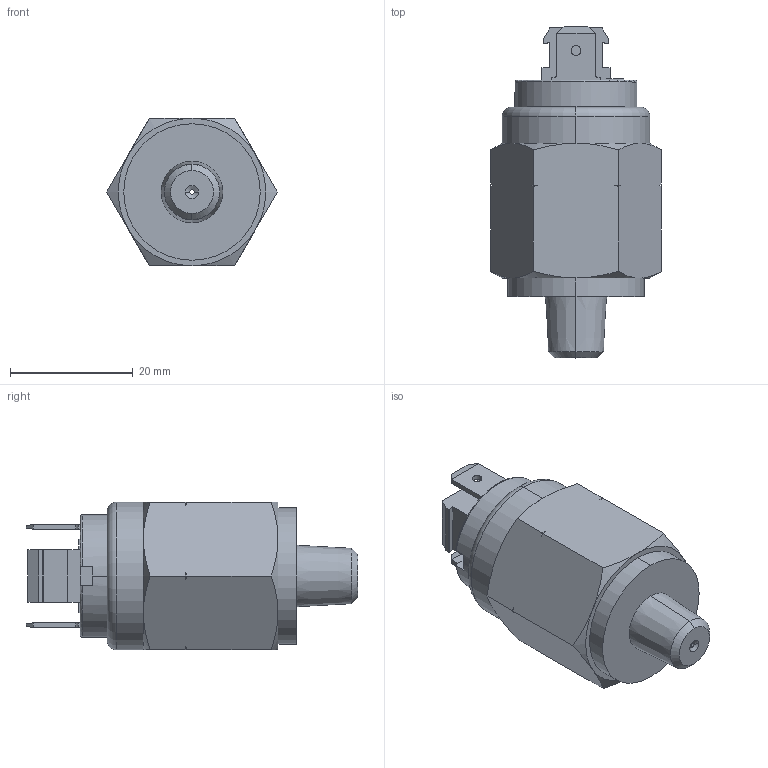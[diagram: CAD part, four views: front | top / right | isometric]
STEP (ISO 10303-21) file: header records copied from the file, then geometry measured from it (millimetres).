
FILE_DESCRIPTION (( 'STEP AP214' ), '1' );
FILE_NAME ('41C.STEP', '2020-02-10T07:45:53', ( '' ), ( '' ), 'SwSTEP 2.0', 'SolidWorks 2019', '' );
FILE_SCHEMA (( 'AUTOMOTIVE_DESIGN' ));
Length unit declared in the file: millimetre
Products named in the file (1): 41C
Bounding box: 27.71 x 53.97 x 24 mm (x, y, z)
Surface area: 5318.4 mm2 (no closed solid volume)
Topology: 0 solids, 4 shells, 342 faces, 1604 edges, 1179 vertices
Faces by surface type: plane 235, cylinder 40, cone 32, bspline 31, torus 4
Entity records: 21140 total; most frequent: CARTESIAN_POINT 5475, ORIENTED_EDGE 2388, DIRECTION 2076, EDGE_CURVE 1604, VERTEX_POINT 1179, LINE 1112, VECTOR 1112, AXIS2_PLACEMENT_3D 482
